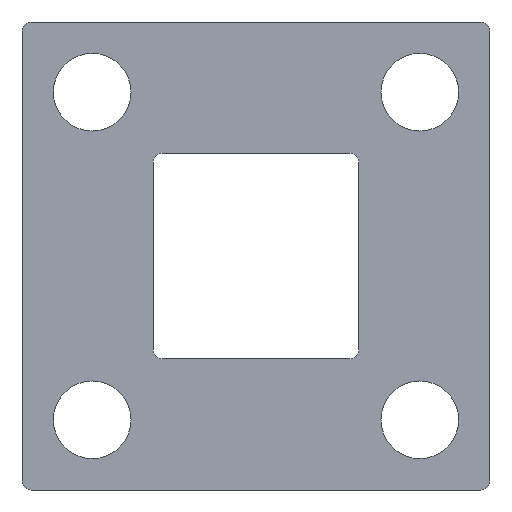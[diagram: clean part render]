
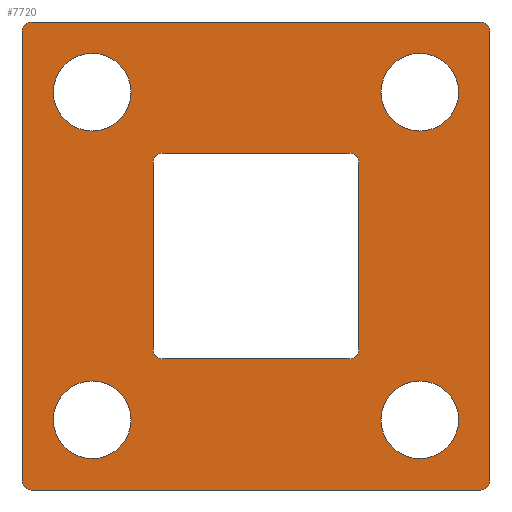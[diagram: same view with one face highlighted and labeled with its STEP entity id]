
A CAD part, front view. The second image highlights one B-rep face of the part: STEP entity #7720.
In plain terms, the highlighted planar face has unit normal (0, -1, 0).
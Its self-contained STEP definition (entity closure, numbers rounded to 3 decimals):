
#60=CARTESIAN_POINT('',(6.5,-1.,0.));
#70=DIRECTION('',(0.,0.,1.));
#80=VECTOR('',#70,1.);
#90=LINE('',#60,#80);
#100=CARTESIAN_POINT('',(6.5,-1.,7.5));
#110=VERTEX_POINT('',#100);
#120=CARTESIAN_POINT('',(6.5,-1.,27.5));
#130=VERTEX_POINT('',#120);
#140=EDGE_CURVE('',#110,#130,#90,.T.);
#520=CARTESIAN_POINT('',(7.5,-1.,28.5));
#530=VERTEX_POINT('',#520);
#640=CARTESIAN_POINT('',(7.5,-1.,27.5));
#650=DIRECTION('',(0.,1.,0.));
#660=DIRECTION('',(-1.,0.,0.));
#670=AXIS2_PLACEMENT_3D('',#640,#650,#660);
#680=CIRCLE('',#670,1.);
#690=EDGE_CURVE('',#130,#530,#680,.T.);
#790=CARTESIAN_POINT('',(0.,-1.,28.5));
#800=DIRECTION('',(1.,0.,0.));
#810=VECTOR('',#800,1.);
#820=LINE('',#790,#810);
#830=CARTESIAN_POINT('',(27.5,-1.,28.5));
#840=VERTEX_POINT('',#830);
#850=EDGE_CURVE('',#530,#840,#820,.T.);
#1160=CARTESIAN_POINT('',(28.5,-1.,27.5));
#1170=VERTEX_POINT('',#1160);
#1280=CARTESIAN_POINT('',(27.5,-1.,27.5));
#1290=DIRECTION('',(0.,1.,0.));
#1300=DIRECTION('',(-1.,0.,0.));
#1310=AXIS2_PLACEMENT_3D('',#1280,#1290,#1300);
#1320=CIRCLE('',#1310,1.);
#1330=EDGE_CURVE('',#840,#1170,#1320,.T.);
#1430=CARTESIAN_POINT('',(28.5,-1.,0.));
#1440=DIRECTION('',(0.,0.,-1.));
#1450=VECTOR('',#1440,1.);
#1460=LINE('',#1430,#1450);
#1470=CARTESIAN_POINT('',(28.5,-1.,7.5));
#1480=VERTEX_POINT('',#1470);
#1490=EDGE_CURVE('',#1170,#1480,#1460,.T.);
#1800=CARTESIAN_POINT('',(27.5,-1.,6.5));
#1810=VERTEX_POINT('',#1800);
#1920=CARTESIAN_POINT('',(27.5,-1.,7.5));
#1930=DIRECTION('',(0.,1.,0.));
#1940=DIRECTION('',(-1.,0.,0.));
#1950=AXIS2_PLACEMENT_3D('',#1920,#1930,#1940);
#1960=CIRCLE('',#1950,1.);
#1970=EDGE_CURVE('',#1480,#1810,#1960,.T.);
#2070=CARTESIAN_POINT('',(0.,-1.,6.5));
#2080=DIRECTION('',(-1.,0.,0.));
#2090=VECTOR('',#2080,1.);
#2100=LINE('',#2070,#2090);
#2110=CARTESIAN_POINT('',(7.5,-1.,6.5));
#2120=VERTEX_POINT('',#2110);
#2130=EDGE_CURVE('',#1810,#2120,#2100,.T.);
#2470=CARTESIAN_POINT('',(7.5,-1.,7.5));
#2480=DIRECTION('',(0.,1.,0.));
#2490=DIRECTION('',(-1.,0.,0.));
#2500=AXIS2_PLACEMENT_3D('',#2470,#2480,#2490);
#2510=CIRCLE('',#2500,1.);
#2520=EDGE_CURVE('',#2120,#110,#2510,.T.);
#2680=CARTESIAN_POINT('',(39.15,-1.,35.));
#2690=VERTEX_POINT('',#2680);
#2720=CARTESIAN_POINT('',(35.,-1.,35.));
#2730=DIRECTION('',(0.,1.,0.));
#2740=DIRECTION('',(-1.,0.,0.));
#2750=AXIS2_PLACEMENT_3D('',#2720,#2730,#2740);
#2760=CIRCLE('',#2750,4.15);
#2770=CARTESIAN_POINT('',(30.85,-1.,35.));
#2780=VERTEX_POINT('',#2770);
#2790=EDGE_CURVE('',#2690,#2780,#2760,.T.);
#3100=CARTESIAN_POINT('',(39.15,-1.,0.));
#3110=VERTEX_POINT('',#3100);
#3140=CARTESIAN_POINT('',(35.,-1.,0.));
#3150=DIRECTION('',(0.,1.,0.));
#3160=DIRECTION('',(-1.,0.,0.));
#3170=AXIS2_PLACEMENT_3D('',#3140,#3150,#3160);
#3180=CIRCLE('',#3170,4.15);
#3190=CARTESIAN_POINT('',(30.85,-1.,0.));
#3200=VERTEX_POINT('',#3190);
#3210=EDGE_CURVE('',#3110,#3200,#3180,.T.);
#3520=CARTESIAN_POINT('',(4.15,-1.,35.));
#3530=VERTEX_POINT('',#3520);
#3560=CARTESIAN_POINT('',(0.,-1.,35.));
#3570=DIRECTION('',(0.,1.,0.));
#3580=DIRECTION('',(-1.,0.,0.));
#3590=AXIS2_PLACEMENT_3D('',#3560,#3570,#3580);
#3600=CIRCLE('',#3590,4.15);
#3610=CARTESIAN_POINT('',(-4.15,-1.,35.));
#3620=VERTEX_POINT('',#3610);
#3630=EDGE_CURVE('',#3530,#3620,#3600,.T.);
#3940=CARTESIAN_POINT('',(-4.15,-1.,0.));
#3950=VERTEX_POINT('',#3940);
#3980=CARTESIAN_POINT('',(0.,-1.,0.)
);
#3990=DIRECTION('',(0.,1.,0.));
#4000=DIRECTION('',(-1.,0.,0.));
#4010=AXIS2_PLACEMENT_3D('',#3980,#3990,#4000);
#4020=CIRCLE('',#4010,4.15);
#4030=CARTESIAN_POINT('',(4.15,-1.,0.));
#4040=VERTEX_POINT('',#4030);
#4050=EDGE_CURVE('',#3950,#4040,#4020,.T.);
#4300=CARTESIAN_POINT('',(-6.5,-1.,-6.5));
#4310=DIRECTION('',(0.,1.,0.));
#4320=DIRECTION('',(-1.,0.,0.));
#4330=AXIS2_PLACEMENT_3D('',#4300,#4310,#4320);
#4340=CIRCLE('',#4330,1.);
#4350=CARTESIAN_POINT('',(-6.5,-1.,-7.5));
#4360=VERTEX_POINT('',#4350);
#4370=CARTESIAN_POINT('',(-7.5,-1.,-6.5));
#4380=VERTEX_POINT('',#4370);
#4390=EDGE_CURVE('',#4360,#4380,#4340,.T.);
#4850=CARTESIAN_POINT('',(-7.5,-1.,
41.5));
#4860=VERTEX_POINT('',#4850);
#4890=CARTESIAN_POINT('',(-7.5,-1.,0.));
#4900=DIRECTION('',(0.,0.,1.));
#4910=VECTOR('',#4900,1.);
#4920=LINE('',#4890,#4910);
#4930=EDGE_CURVE('',#4380,#4860,#4920,.T.);
#5030=CARTESIAN_POINT('',(-6.5,-1.,41.5));
#5040=DIRECTION('',(0.,1.,0.));
#5050=DIRECTION('',(-1.,0.,0.));
#5060=AXIS2_PLACEMENT_3D('',#5030,#5040,#5050);
#5070=CIRCLE('',#5060,1.);
#5080=CARTESIAN_POINT('',(-6.5,-1.,
42.5));
#5090=VERTEX_POINT('',#5080);
#5100=EDGE_CURVE('',#4860,#5090,#5070,.T.);
#5490=CARTESIAN_POINT('',(41.5,-1.,42.5));
#5500=VERTEX_POINT('',#5490);
#5530=CARTESIAN_POINT('',(0.,-1.,42.5));
#5540=DIRECTION('',(1.,0.,0.));
#5550=VECTOR('',#5540,1.);
#5560=LINE('',#5530,#5550);
#5570=EDGE_CURVE('',#5090,#5500,#5560,.T.);
#5670=CARTESIAN_POINT('',(41.5,-1.,41.5));
#5680=DIRECTION('',(0.,1.,0.));
#5690=DIRECTION('',(-1.,0.,0.));
#5700=AXIS2_PLACEMENT_3D('',#5670,#5680,#5690);
#5710=CIRCLE('',#5700,1.);
#5720=CARTESIAN_POINT('',(42.5,-1.,41.5));
#5730=VERTEX_POINT('',#5720);
#5740=EDGE_CURVE('',#5500,#5730,#5710,.T.);
#6130=CARTESIAN_POINT('',(42.5,-1.,-6.5));
#6140=VERTEX_POINT('',#6130);
#6170=CARTESIAN_POINT('',(42.5,-1.,0.));
#6180=DIRECTION('',(0.,0.,-1.));
#6190=VECTOR('',#6180,1.);
#6200=LINE('',#6170,#6190);
#6210=EDGE_CURVE('',#5730,#6140,#6200,.T.);
#6310=CARTESIAN_POINT('',(41.5,-1.,-6.5));
#6320=DIRECTION('',(0.,1.,0.));
#6330=DIRECTION('',(-1.,0.,0.));
#6340=AXIS2_PLACEMENT_3D('',#6310,#6320,#6330);
#6350=CIRCLE('',#6340,1.);
#6360=CARTESIAN_POINT('',(41.5,-1.,-7.5));
#6370=VERTEX_POINT('',#6360);
#6380=EDGE_CURVE('',#6140,#6370,#6350,.T.);
#6720=CARTESIAN_POINT('',(0.,-1.,-7.5));
#6730=DIRECTION('',(-1.,0.,0.));
#6740=VECTOR('',#6730,1.);
#6750=LINE('',#6720,#6740);
#6760=EDGE_CURVE('',#6370,#4360,#6750,.T.);
#7270=CARTESIAN_POINT('',(-8.,-1.,-8.));
#7280=DIRECTION('',(-0.,-1.,-0.));
#7290=DIRECTION('',(-1.,0.,0.));
#7300=AXIS2_PLACEMENT_3D('',#7270,#7280,#7290);
#7310=PLANE('',#7300);
#7320=ORIENTED_EDGE('',*,*,#4930,.F.);
#7330=ORIENTED_EDGE('',*,*,#5100,.F.);
#7340=ORIENTED_EDGE('',*,*,#5570,.F.);
#7350=ORIENTED_EDGE('',*,*,#5740,.F.);
#7360=ORIENTED_EDGE('',*,*,#6210,.F.);
#7370=ORIENTED_EDGE('',*,*,#6380,.F.);
#7380=ORIENTED_EDGE('',*,*,#6760,.F.);
#7390=ORIENTED_EDGE('',*,*,#4390,.F.);
#7400=EDGE_LOOP('',(#7390,#7380,#7370,#7360,#7350,#7340,#7330,#7320));
#7410=FACE_OUTER_BOUND('',#7400,.T.);
#7420=ORIENTED_EDGE('',*,*,#2520,.T.);
#7430=ORIENTED_EDGE('',*,*,#2130,.T.);
#7440=ORIENTED_EDGE('',*,*,#1970,.T.);
#7450=ORIENTED_EDGE('',*,*,#1490,.T.);
#7460=ORIENTED_EDGE('',*,*,#1330,.T.);
#7470=ORIENTED_EDGE('',*,*,#850,.T.);
#7480=ORIENTED_EDGE('',*,*,#690,.T.);
#7490=ORIENTED_EDGE('',*,*,#140,.T.);
#7500=EDGE_LOOP('',(#7490,#7480,#7470,#7460,#7450,#7440,#7430,#7420));
#7510=FACE_BOUND('',#7500,.T.);
#7520=ORIENTED_EDGE('',*,*,#2790,.T.);
#7530=EDGE_CURVE('',#2780,#2690,#2760,.T.);
#7540=ORIENTED_EDGE('',*,*,#7530,.T.);
#7550=EDGE_LOOP('',(#7540,#7520));
#7560=FACE_BOUND('',#7550,.T.);
#7570=EDGE_CURVE('',#3200,#3110,#3180,.T.);
#7580=ORIENTED_EDGE('',*,*,#7570,.T.);
#7590=ORIENTED_EDGE('',*,*,#3210,.T.);
#7600=EDGE_LOOP('',(#7590,#7580));
#7610=FACE_BOUND('',#7600,.T.);
#7620=EDGE_CURVE('',#3620,#3530,#3600,.T.);
#7630=ORIENTED_EDGE('',*,*,#7620,.T.);
#7640=ORIENTED_EDGE('',*,*,#3630,.T.);
#7650=EDGE_LOOP('',(#7640,#7630));
#7660=FACE_BOUND('',#7650,.T.);
#7670=ORIENTED_EDGE('',*,*,#4050,.T.);
#7680=EDGE_CURVE('',#4040,#3950,#4020,.T.);
#7690=ORIENTED_EDGE('',*,*,#7680,.T.);
#7700=EDGE_LOOP('',(#7690,#7670));
#7710=FACE_BOUND('',#7700,.T.);
#7720=ADVANCED_FACE('',(#7410,#7510,#7560,#7610,#7660,#7710),#7310,.T.);
